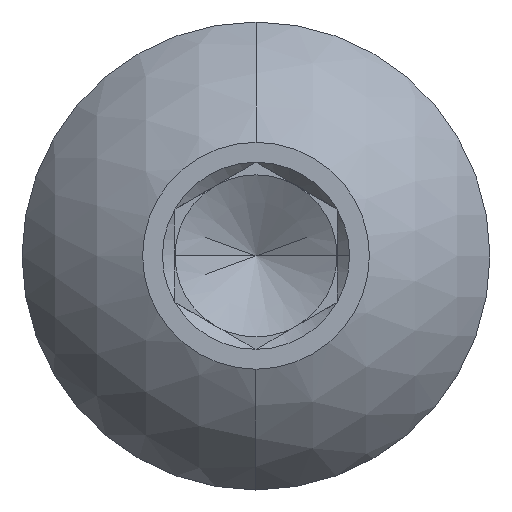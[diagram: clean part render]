
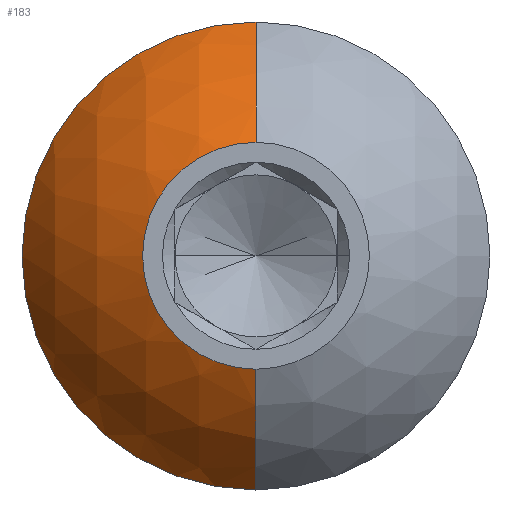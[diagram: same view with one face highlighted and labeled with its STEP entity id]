
A CAD part, top view. The second image highlights one B-rep face of the part: STEP entity #183.
In plain terms, the highlighted spherical face has radius 5.246 mm.
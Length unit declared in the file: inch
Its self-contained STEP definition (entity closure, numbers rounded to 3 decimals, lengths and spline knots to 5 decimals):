
#5 = CIRCLE ( 'NONE', #856, 0.20652 ) ;
#38 = ORIENTED_EDGE ( 'NONE', *, *, #551, .T. ) ;
#102 = ORIENTED_EDGE ( 'NONE', *, *, #434, .F. ) ;
#116 = ORIENTED_EDGE ( 'NONE', *, *, #679, .T. ) ;
#151 = CARTESIAN_POINT ( 'NONE',  ( 0., 0.1805, 0.21379 ) ) ;
#160 = CARTESIAN_POINT ( 'NONE',  ( 0., -0.0875, 0.3005 ) ) ;
#162 = SPHERICAL_SURFACE ( 'NONE', #669, 0.20652 ) ;
#183 = ADVANCED_FACE ( 'NONE', ( #720 ), #162, .T. ) ;
#185 = CARTESIAN_POINT ( 'NONE',  ( 0., 0., 0.11343 ) ) ;
#189 = VERTEX_POINT ( 'NONE', #151 ) ;
#228 = CARTESIAN_POINT ( 'NONE',  ( 0., 0., 0.11343 ) ) ;
#232 = DIRECTION ( 'NONE',  ( 1., 0., 0. ) ) ;
#235 = EDGE_LOOP ( 'NONE', ( #38, #805, #102, #330, #116 ) ) ;
#262 = CIRCLE ( 'NONE', #784, 0.0875 ) ;
#283 = CARTESIAN_POINT ( 'NONE',  ( 0., 0., 0.21379 ) ) ;
#286 = EDGE_CURVE ( 'NONE', #631, #591, #5, .T. ) ;
#293 = AXIS2_PLACEMENT_3D ( 'NONE', #465, #232, #728 ) ;
#330 = ORIENTED_EDGE ( 'NONE', *, *, #604, .F. ) ;
#341 = CIRCLE ( 'NONE', #569, 0.1805 ) ;
#343 = CIRCLE ( 'NONE', #293, 0.20652 ) ;
#353 = CARTESIAN_POINT ( 'NONE',  ( 0., 0., 0.3005 ) ) ;
#434 = EDGE_CURVE ( 'NONE', #718, #591, #262, .T. ) ;
#465 = CARTESIAN_POINT ( 'NONE',  ( 0., 0., 0.11343 ) ) ;
#476 = DIRECTION ( 'NONE',  ( 0., -1., 0. ) ) ;
#492 = DIRECTION ( 'NONE',  ( 1., 0., 0. ) ) ;
#528 = DIRECTION ( 'NONE',  ( -1., 0., 0. ) ) ;
#551 = EDGE_CURVE ( 'NONE', #578, #631, #341, .T. ) ;
#565 = DIRECTION ( 'NONE',  ( 0., 0., 1. ) ) ;
#569 = AXIS2_PLACEMENT_3D ( 'NONE', #283, #565, #843 ) ;
#578 = VERTEX_POINT ( 'NONE', #674 ) ;
#591 = VERTEX_POINT ( 'NONE', #160 ) ;
#598 = DIRECTION ( 'NONE',  ( 0., 0., 1. ) ) ;
#604 = EDGE_CURVE ( 'NONE', #189, #718, #343, .T. ) ;
#631 = VERTEX_POINT ( 'NONE', #685 ) ;
#669 = AXIS2_PLACEMENT_3D ( 'NONE', #228, #528, #862 ) ;
#674 = CARTESIAN_POINT ( 'NONE',  ( -0.1805, 0., 0.21379 ) ) ;
#679 = EDGE_CURVE ( 'NONE', #189, #578, #701, .T. ) ;
#685 = CARTESIAN_POINT ( 'NONE',  ( 0., -0.1805, 0.21379 ) ) ;
#701 = CIRCLE ( 'NONE', #830, 0.1805 ) ;
#718 = VERTEX_POINT ( 'NONE', #899 ) ;
#720 = FACE_OUTER_BOUND ( 'NONE', #235, .T. ) ;
#728 = DIRECTION ( 'NONE',  ( 0., 0., -1. ) ) ;
#775 = DIRECTION ( 'NONE',  ( 0., 0., 1. ) ) ;
#784 = AXIS2_PLACEMENT_3D ( 'NONE', #353, #775, #492 ) ;
#805 = ORIENTED_EDGE ( 'NONE', *, *, #286, .T. ) ;
#827 = DIRECTION ( 'NONE',  ( -1., 0., 0. ) ) ;
#830 = AXIS2_PLACEMENT_3D ( 'NONE', #869, #598, #877 ) ;
#843 = DIRECTION ( 'NONE',  ( 1., 0., 0. ) ) ;
#856 = AXIS2_PLACEMENT_3D ( 'NONE', #185, #827, #476 ) ;
#862 = DIRECTION ( 'NONE',  ( 0., 1., 0. ) ) ;
#869 = CARTESIAN_POINT ( 'NONE',  ( 0., 0., 0.21379 ) ) ;
#877 = DIRECTION ( 'NONE',  ( 1., 0., 0. ) ) ;
#899 = CARTESIAN_POINT ( 'NONE',  ( 0., 0.0875, 0.3005 ) ) ;
